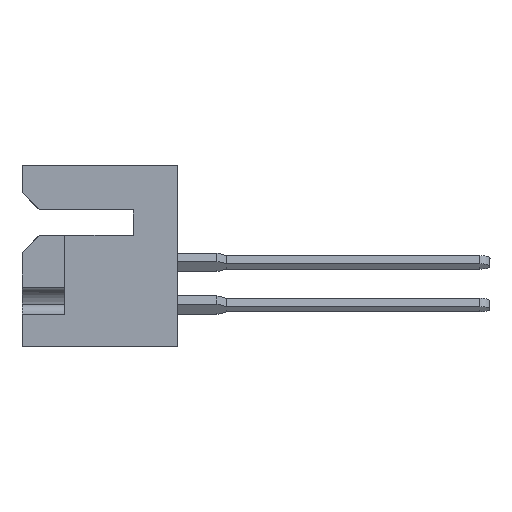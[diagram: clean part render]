
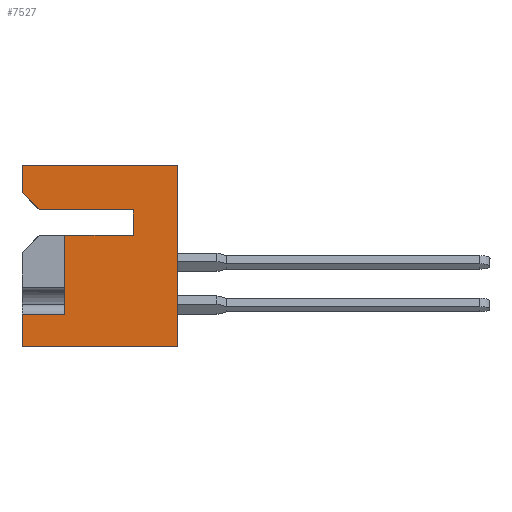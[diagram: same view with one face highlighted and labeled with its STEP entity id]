
A CAD part, left-side view. The second image highlights one B-rep face of the part: STEP entity #7527.
In plain terms, the highlighted planar face has unit normal (-1, 0, 0).
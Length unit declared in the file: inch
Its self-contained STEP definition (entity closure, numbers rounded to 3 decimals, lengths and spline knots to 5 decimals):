
#377 = DIRECTION ( 'NONE',  ( 0., 0., 1. ) ) ;
#384 = DIRECTION ( 'NONE',  ( 0., 0., 1. ) ) ;
#431 = ORIENTED_EDGE ( 'NONE', *, *, #12619, .T. ) ;
#443 = VECTOR ( 'NONE', #24728, 39.37008 ) ;
#517 = VERTEX_POINT ( 'NONE', #16608 ) ;
#876 = CARTESIAN_POINT ( 'NONE',  ( 0., 0.128, -0.131 ) ) ;
#1060 = EDGE_CURVE ( 'NONE', #13308, #517, #11415, .T. ) ;
#1215 = LINE ( 'NONE', #11494, #17613 ) ;
#1838 = DIRECTION ( 'NONE',  ( 0., 1., 0. ) ) ;
#2810 = EDGE_CURVE ( 'NONE', #20494, #9492, #5492, .T. ) ;
#3052 = DIRECTION ( 'NONE',  ( 0., 0., 1. ) ) ;
#4114 = CARTESIAN_POINT ( 'NONE',  ( 0., 0.128, -0.131 ) ) ;
#4726 = CARTESIAN_POINT ( 'NONE',  ( 0., 0.453, -0.081 ) ) ;
#4796 = EDGE_CURVE ( 'NONE', #10482, #9492, #13549, .T. ) ;
#5309 = ORIENTED_EDGE ( 'NONE', *, *, #4796, .T. ) ;
#5462 = DIRECTION ( 'NONE',  ( 0., -1., 0. ) ) ;
#5492 = LINE ( 'NONE', #7763, #10354 ) ;
#5893 = VECTOR ( 'NONE', #10930, 39.37008 ) ;
#6191 = EDGE_CURVE ( 'NONE', #13573, #21924, #23212, .T. ) ;
#7224 = VECTOR ( 'NONE', #1838, 39.37008 ) ;
#7440 = DIRECTION ( 'NONE',  ( 0., 0., 1. ) ) ;
#7527 = ADVANCED_FACE ( 'NONE', ( #13760 ), #19742, .F. ) ;
#7530 = VECTOR ( 'NONE', #384, 39.37008 ) ;
#7763 = CARTESIAN_POINT ( 'NONE',  ( 0., 0.328, -0.205 ) ) ;
#8645 = CARTESIAN_POINT ( 'NONE',  ( 0., 0.453, 0. ) ) ;
#8698 = DIRECTION ( 'NONE',  ( 0., 1., 0. ) ) ;
#8870 = VERTEX_POINT ( 'NONE', #4114 ) ;
#8880 = EDGE_CURVE ( 'NONE', #10482, #8870, #1215, .T. ) ;
#9492 = VERTEX_POINT ( 'NONE', #16549 ) ;
#9854 = ORIENTED_EDGE ( 'NONE', *, *, #15614, .T. ) ;
#10277 = CARTESIAN_POINT ( 'NONE',  ( 0., 0.453, 0. ) ) ;
#10354 = VECTOR ( 'NONE', #377, 39.37008 ) ;
#10482 = VERTEX_POINT ( 'NONE', #23509 ) ;
#10492 = ORIENTED_EDGE ( 'NONE', *, *, #2810, .F. ) ;
#10752 = CARTESIAN_POINT ( 'NONE',  ( 0., 0.403, -0.131 ) ) ;
#10832 = EDGE_CURVE ( 'NONE', #20494, #517, #14850, .T. ) ;
#10930 = DIRECTION ( 'NONE',  ( 0., -1., 0. ) ) ;
#11248 = LINE ( 'NONE', #10752, #29475 ) ;
#11415 = LINE ( 'NONE', #21505, #30382 ) ;
#11494 = CARTESIAN_POINT ( 'NONE',  ( 0., 0.128, -0.131 ) ) ;
#12369 = ORIENTED_EDGE ( 'NONE', *, *, #10832, .T. ) ;
#12619 = EDGE_CURVE ( 'NONE', #13308, #13697, #29246, .T. ) ;
#13048 = ORIENTED_EDGE ( 'NONE', *, *, #18934, .F. ) ;
#13120 = DIRECTION ( 'NONE',  ( 0., -0.707, -0.707 ) ) ;
#13308 = VERTEX_POINT ( 'NONE', #21075 ) ;
#13462 = CARTESIAN_POINT ( 'NONE',  ( 0., 0.328, -0.437 ) ) ;
#13491 = CARTESIAN_POINT ( 'NONE',  ( 0., 0.128, -0.205 ) ) ;
#13549 = LINE ( 'NONE', #13491, #7224 ) ;
#13573 = VERTEX_POINT ( 'NONE', #4726 ) ;
#13577 = DIRECTION ( 'NONE',  ( 0., 0., 1. ) ) ;
#13697 = VERTEX_POINT ( 'NONE', #24100 ) ;
#13760 = FACE_OUTER_BOUND ( 'NONE', #22656, .T. ) ;
#14850 = LINE ( 'NONE', #13462, #17850 ) ;
#15614 = EDGE_CURVE ( 'NONE', #13697, #15742, #29179, .T. ) ;
#15742 = VERTEX_POINT ( 'NONE', #20036 ) ;
#15829 = ORIENTED_EDGE ( 'NONE', *, *, #6191, .F. ) ;
#15995 = ORIENTED_EDGE ( 'NONE', *, *, #24674, .F. ) ;
#16314 = EDGE_CURVE ( 'NONE', #13573, #30473, #11248, .T. ) ;
#16549 = CARTESIAN_POINT ( 'NONE',  ( 0., 0.328, -0.205 ) ) ;
#16608 = CARTESIAN_POINT ( 'NONE',  ( 0., 0.453, -0.437 ) ) ;
#16942 = ORIENTED_EDGE ( 'NONE', *, *, #8880, .F. ) ;
#17334 = CARTESIAN_POINT ( 'NONE',  ( 0., 0., 0. ) ) ;
#17613 = VECTOR ( 'NONE', #13577, 39.37008 ) ;
#17773 = DIRECTION ( 'NONE',  ( 1., 0., 0. ) ) ;
#17850 = VECTOR ( 'NONE', #8698, 39.37008 ) ;
#18934 = EDGE_CURVE ( 'NONE', #21924, #15742, #20446, .T. ) ;
#19742 = PLANE ( 'NONE',  #26172 ) ;
#20036 = CARTESIAN_POINT ( 'NONE',  ( 0., 0., 0. ) ) ;
#20446 = LINE ( 'NONE', #8645, #5893 ) ;
#20494 = VERTEX_POINT ( 'NONE', #23675 ) ;
#21005 = ORIENTED_EDGE ( 'NONE', *, *, #1060, .F. ) ;
#21075 = CARTESIAN_POINT ( 'NONE',  ( 0., 0.453, -0.531 ) ) ;
#21138 = ORIENTED_EDGE ( 'NONE', *, *, #16314, .T. ) ;
#21505 = CARTESIAN_POINT ( 'NONE',  ( 0., 0.453, 0. ) ) ;
#21924 = VERTEX_POINT ( 'NONE', #10277 ) ;
#22656 = EDGE_LOOP ( 'NONE', ( #12369, #21005, #431, #9854, #13048, #15829, #21138, #15995, #16942, #5309, #10492 ) ) ;
#22887 = VECTOR ( 'NONE', #3052, 39.37008 ) ;
#22961 = VECTOR ( 'NONE', #5462, 39.37008 ) ;
#23212 = LINE ( 'NONE', #26310, #7530 ) ;
#23509 = CARTESIAN_POINT ( 'NONE',  ( 0., 0.128, -0.205 ) ) ;
#23675 = CARTESIAN_POINT ( 'NONE',  ( 0., 0.328, -0.437 ) ) ;
#24100 = CARTESIAN_POINT ( 'NONE',  ( 0., 0., -0.531 ) ) ;
#24637 = CARTESIAN_POINT ( 'NONE',  ( 0., 0.453, 0. ) ) ;
#24674 = EDGE_CURVE ( 'NONE', #8870, #30473, #28752, .T. ) ;
#24728 = DIRECTION ( 'NONE',  ( 0., 1., 0. ) ) ;
#25266 = CARTESIAN_POINT ( 'NONE',  ( 0., 0.453, -0.531 ) ) ;
#26172 = AXIS2_PLACEMENT_3D ( 'NONE', #24637, #17773, #26915 ) ;
#26310 = CARTESIAN_POINT ( 'NONE',  ( 0., 0.453, 0. ) ) ;
#26915 = DIRECTION ( 'NONE',  ( 0., 0., -1. ) ) ;
#28752 = LINE ( 'NONE', #876, #443 ) ;
#29179 = LINE ( 'NONE', #17334, #22887 ) ;
#29246 = LINE ( 'NONE', #25266, #22961 ) ;
#29475 = VECTOR ( 'NONE', #13120, 39.37008 ) ;
#30382 = VECTOR ( 'NONE', #7440, 39.37008 ) ;
#30473 = VERTEX_POINT ( 'NONE', #30521 ) ;
#30521 = CARTESIAN_POINT ( 'NONE',  ( 0., 0.403, -0.131 ) ) ;
